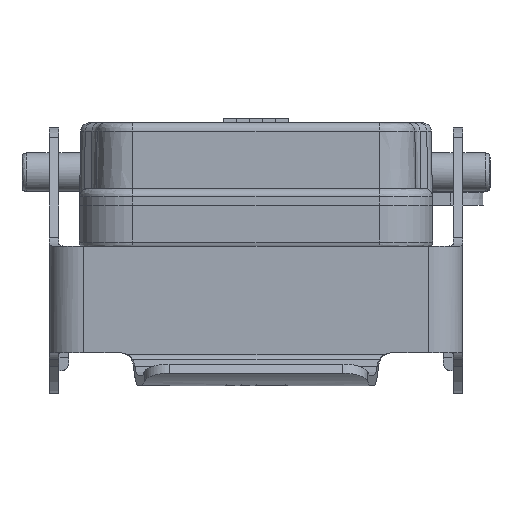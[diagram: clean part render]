
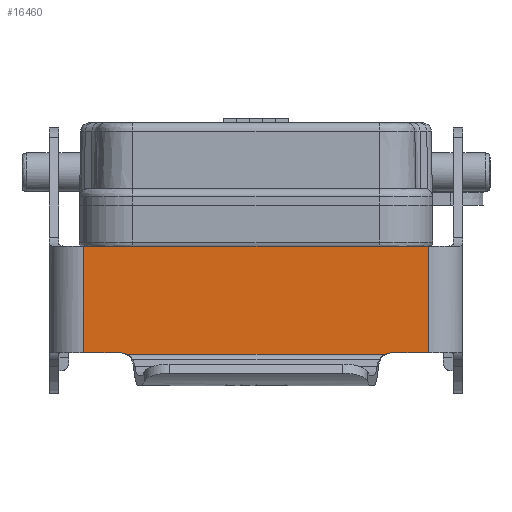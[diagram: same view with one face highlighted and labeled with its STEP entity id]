
A CAD part, left-side view. The second image highlights one B-rep face of the part: STEP entity #16460.
In plain terms, the highlighted planar face has unit normal (-1, 0, 0).
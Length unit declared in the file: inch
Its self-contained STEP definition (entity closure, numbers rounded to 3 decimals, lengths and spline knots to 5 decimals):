
#79 = CARTESIAN_POINT ( 'NONE',  ( -3.42126, -0.82677, -0.11811 ) ) ;
#802 = VERTEX_POINT ( 'NONE', #8127 ) ;
#844 = DIRECTION ( 'NONE',  ( 0., -1., 0. ) ) ;
#934 = DIRECTION ( 'NONE',  ( 0., -1., 0. ) ) ;
#1327 = LINE ( 'NONE', #6517, #6555 ) ;
#1488 = CARTESIAN_POINT ( 'NONE',  ( -3.42126, -0.6457, -0.62992 ) ) ;
#1728 = ORIENTED_EDGE ( 'NONE', *, *, #13438, .T. ) ;
#1978 = VERTEX_POINT ( 'NONE', #6893 ) ;
#2539 = ORIENTED_EDGE ( 'NONE', *, *, #11631, .T. ) ;
#2616 = DIRECTION ( 'NONE',  ( 0., 0., 1. ) ) ;
#2751 = CARTESIAN_POINT ( 'NONE',  ( -3.42126, -0.82677, -0.62992 ) ) ;
#2868 = CARTESIAN_POINT ( 'NONE',  ( -3.42126, 0.6457, -0.62992 ) ) ;
#3091 = EDGE_CURVE ( 'NONE', #9790, #3871, #15593, .T. ) ;
#3319 = DIRECTION ( 'NONE',  ( 0., 0., 1. ) ) ;
#3343 = CARTESIAN_POINT ( 'NONE',  ( -3.42126, -0.99213, -0.63592 ) ) ;
#3409 = CARTESIAN_POINT ( 'NONE',  ( -3.42126, -0.99213, -0.62992 ) ) ;
#3871 = VERTEX_POINT ( 'NONE', #13301 ) ;
#3970 = CARTESIAN_POINT ( 'NONE',  ( -3.42126, -0.99213, -0.62992 ) ) ;
#4094 = VECTOR ( 'NONE', #844, 39.37008 ) ;
#4575 = ORIENTED_EDGE ( 'NONE', *, *, #16422, .T. ) ;
#5071 = EDGE_CURVE ( 'NONE', #1978, #802, #14910, .T. ) ;
#5479 = CARTESIAN_POINT ( 'NONE',  ( -3.42126, -0.61966, -0.63592 ) ) ;
#5862 = CARTESIAN_POINT ( 'NONE',  ( -3.42126, -0.63655, -0.62992 ) ) ;
#5914 = LINE ( 'NONE', #13015, #8713 ) ;
#5934 = VECTOR ( 'NONE', #2616, 39.37008 ) ;
#6155 = DIRECTION ( 'NONE',  ( 0., 1., 0. ) ) ;
#6269 = PLANE ( 'NONE',  #16735 ) ;
#6517 = CARTESIAN_POINT ( 'NONE',  ( -3.42126, -0.82677, -0.62992 ) ) ;
#6547 = CARTESIAN_POINT ( 'NONE',  ( -3.42126, 0.82677, -0.62992 ) ) ;
#6555 = VECTOR ( 'NONE', #12273, 39.37008 ) ;
#6770 = VECTOR ( 'NONE', #6155, 39.37008 ) ;
#6847 = ORIENTED_EDGE ( 'NONE', *, *, #7655, .T. ) ;
#6893 = CARTESIAN_POINT ( 'NONE',  ( -3.42126, 0.82677, -0.62992 ) ) ;
#7067 = B_SPLINE_CURVE_WITH_KNOTS ( 'NONE', 3,
 ( #9719, #16467, #5862, #1488 ),
 .UNSPECIFIED., .F., .F.,
 ( 4, 4 ),
 ( 0., 1. ),
 .UNSPECIFIED. ) ;
#7642 = ORIENTED_EDGE ( 'NONE', *, *, #5071, .F. ) ;
#7655 = EDGE_CURVE ( 'NONE', #16252, #15273, #11953, .T. ) ;
#8008 = LINE ( 'NONE', #3970, #8650 ) ;
#8127 = CARTESIAN_POINT ( 'NONE',  ( -3.42126, 0.82677, -0.11811 ) ) ;
#8502 = CARTESIAN_POINT ( 'NONE',  ( -3.42126, 0.62787, -0.63192 ) ) ;
#8650 = VECTOR ( 'NONE', #934, 39.37008 ) ;
#8713 = VECTOR ( 'NONE', #15444, 39.37008 ) ;
#9034 = B_SPLINE_CURVE_WITH_KNOTS ( 'NONE', 3,
 ( #2868, #9837, #8502, #14001 ),
 .UNSPECIFIED., .F., .F.,
 ( 4, 4 ),
 ( 0., 1. ),
 .UNSPECIFIED. ) ;
#9719 = CARTESIAN_POINT ( 'NONE',  ( -3.42126, -0.61966, -0.63592 ) ) ;
#9790 = VERTEX_POINT ( 'NONE', #2751 ) ;
#9837 = CARTESIAN_POINT ( 'NONE',  ( -3.42126, 0.63655, -0.62992 ) ) ;
#10060 = EDGE_CURVE ( 'NONE', #1978, #12330, #8008, .T. ) ;
#10199 = ORIENTED_EDGE ( 'NONE', *, *, #10060, .T. ) ;
#11631 = EDGE_CURVE ( 'NONE', #12330, #16252, #9034, .T. ) ;
#11717 = ORIENTED_EDGE ( 'NONE', *, *, #3091, .F. ) ;
#11880 = EDGE_LOOP ( 'NONE', ( #6847, #1728, #11717, #12159, #4575, #7642, #10199, #2539 ) ) ;
#11946 = CARTESIAN_POINT ( 'NONE',  ( -3.42126, 0.61966, -0.63592 ) ) ;
#11953 = LINE ( 'NONE', #3343, #4094 ) ;
#12159 = ORIENTED_EDGE ( 'NONE', *, *, #14090, .F. ) ;
#12273 = DIRECTION ( 'NONE',  ( 0., 0., -1. ) ) ;
#12330 = VERTEX_POINT ( 'NONE', #12938 ) ;
#12938 = CARTESIAN_POINT ( 'NONE',  ( -3.42126, 0.6457, -0.62992 ) ) ;
#13015 = CARTESIAN_POINT ( 'NONE',  ( -3.42126, -0.99213, -0.11811 ) ) ;
#13301 = CARTESIAN_POINT ( 'NONE',  ( -3.42126, -0.6457, -0.62992 ) ) ;
#13438 = EDGE_CURVE ( 'NONE', #15273, #3871, #7067, .T. ) ;
#14001 = CARTESIAN_POINT ( 'NONE',  ( -3.42126, 0.61966, -0.63592 ) ) ;
#14090 = EDGE_CURVE ( 'NONE', #17150, #9790, #1327, .T. ) ;
#14171 = CARTESIAN_POINT ( 'NONE',  ( -3.42126, -0.99213, -0.62992 ) ) ;
#14910 = LINE ( 'NONE', #6547, #5934 ) ;
#15273 = VERTEX_POINT ( 'NONE', #5479 ) ;
#15444 = DIRECTION ( 'NONE',  ( 0., 1., 0. ) ) ;
#15593 = LINE ( 'NONE', #14171, #6770 ) ;
#15616 = DIRECTION ( 'NONE',  ( -1., 0., 0. ) ) ;
#16252 = VERTEX_POINT ( 'NONE', #11946 ) ;
#16422 = EDGE_CURVE ( 'NONE', #17150, #802, #5914, .T. ) ;
#16460 = ADVANCED_FACE ( 'NONE', ( #17145 ), #6269, .T. ) ;
#16467 = CARTESIAN_POINT ( 'NONE',  ( -3.42126, -0.62787, -0.63192 ) ) ;
#16735 = AXIS2_PLACEMENT_3D ( 'NONE', #3409, #15616, #3319 ) ;
#17145 = FACE_OUTER_BOUND ( 'NONE', #11880, .T. ) ;
#17150 = VERTEX_POINT ( 'NONE', #79 ) ;
